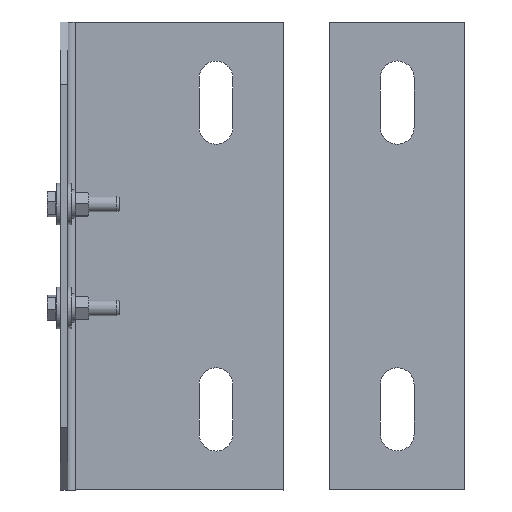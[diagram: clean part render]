
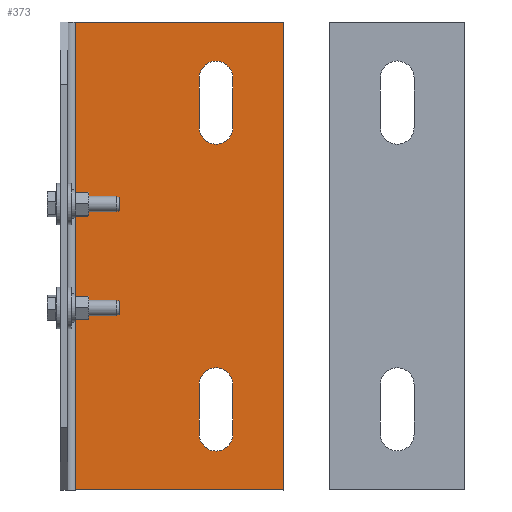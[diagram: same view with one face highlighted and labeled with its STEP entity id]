
A CAD part, front view. The second image highlights one B-rep face of the part: STEP entity #373.
In plain terms, the highlighted face is planar.
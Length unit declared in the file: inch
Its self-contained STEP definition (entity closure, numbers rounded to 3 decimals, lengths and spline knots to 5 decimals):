
#143=CARTESIAN_POINT('',(-5.625,1.99922,0.0));
#144=VERTEX_POINT('',#143);
#177=CARTESIAN_POINT('',(5.625,1.99922,0.0));
#178=VERTEX_POINT('',#177);
#231=CARTESIAN_POINT('',(-5.625,1.99922,0.0));
#232=DIRECTION('',(1.0,0.0,0.0));
#233=VECTOR('',#232,11.25);
#234=LINE('',#231,#233);
#235=EDGE_CURVE('',#144,#178,#234,.T.);
#261=CARTESIAN_POINT('',(5.625,7.,0.0));
#262=VERTEX_POINT('',#261);
#269=CARTESIAN_POINT('',(5.625,7.,0.0));
#270=DIRECTION('',(0.0,-1.0,0.0));
#271=VECTOR('',#270,5.00078);
#272=LINE('',#269,#271);
#273=EDGE_CURVE('',#262,#178,#272,.T.);
#278=CARTESIAN_POINT('',(0.,3.70386,0.0));
#279=DIRECTION('',(0.0,0.0,1.0));
#280=DIRECTION('',(1.0,0.0,0.0));
#281=AXIS2_PLACEMENT_3D('',#278,#279,#280);
#282=PLANE('',#281);
#283=ORIENTED_EDGE('',*,*,#235,.T.);
#284=ORIENTED_EDGE('',*,*,#273,.F.);
#285=CARTESIAN_POINT('',(-5.625,7.,0.0));
#286=VERTEX_POINT('',#285);
#287=CARTESIAN_POINT('',(-5.625,7.,0.0));
#288=DIRECTION('',(1.0,0.0,0.0));
#289=VECTOR('',#288,11.25);
#290=LINE('',#287,#289);
#291=EDGE_CURVE('',#286,#262,#290,.T.);
#292=ORIENTED_EDGE('',*,*,#291,.F.);
#293=CARTESIAN_POINT('',(-5.625,1.99922,0.0));
#294=DIRECTION('',(0.0,1.0,0.0));
#295=VECTOR('',#294,5.00078);
#296=LINE('',#293,#295);
#297=EDGE_CURVE('',#144,#286,#296,.T.);
#298=ORIENTED_EDGE('',*,*,#297,.F.);
#299=EDGE_LOOP('',(#283,#284,#292,#298));
#300=FACE_OUTER_BOUND('',#299,.T.);
#301=CARTESIAN_POINT('',(3.09425,4.96875,0.0));
#302=VERTEX_POINT('',#301);
#303=CARTESIAN_POINT('',(3.09425,5.78125,0.0));
#304=VERTEX_POINT('',#303);
#305=CARTESIAN_POINT('',(3.09425,5.375,0.0));
#306=DIRECTION('',(0.0,0.0,-1.0));
#307=DIRECTION('',(0.0,-1.0,0.0));
#308=AXIS2_PLACEMENT_3D('',#305,#306,#307);
#309=CIRCLE('',#308,0.40625);
#310=EDGE_CURVE('',#302,#304,#309,.T.);
#311=ORIENTED_EDGE('',*,*,#310,.T.);
#312=CARTESIAN_POINT('',(4.28175,5.78125,0.0));
#313=VERTEX_POINT('',#312);
#314=CARTESIAN_POINT('',(3.09425,5.78125,0.0));
#315=DIRECTION('',(1.0,0.0,0.0));
#316=VECTOR('',#315,1.1875);
#317=LINE('',#314,#316);
#318=EDGE_CURVE('',#304,#313,#317,.T.);
#319=ORIENTED_EDGE('',*,*,#318,.T.);
#320=CARTESIAN_POINT('',(4.28175,4.96875,0.0));
#321=VERTEX_POINT('',#320);
#322=CARTESIAN_POINT('',(4.28175,5.375,0.0));
#323=DIRECTION('',(0.0,0.0,-1.0));
#324=DIRECTION('',(0.0,1.0,0.0));
#325=AXIS2_PLACEMENT_3D('',#322,#323,#324);
#326=CIRCLE('',#325,0.40625);
#327=EDGE_CURVE('',#313,#321,#326,.T.);
#328=ORIENTED_EDGE('',*,*,#327,.T.);
#329=CARTESIAN_POINT('',(4.28175,4.96875,0.0));
#330=DIRECTION('',(-1.0,0.0,0.0));
#331=VECTOR('',#330,1.1875);
#332=LINE('',#329,#331);
#333=EDGE_CURVE('',#321,#302,#332,.T.);
#334=ORIENTED_EDGE('',*,*,#333,.T.);
#335=EDGE_LOOP('',(#311,#319,#328,#334));
#336=FACE_BOUND('',#335,.T.);
#337=CARTESIAN_POINT('',(-4.28075,4.96875,0.0));
#338=VERTEX_POINT('',#337);
#339=CARTESIAN_POINT('',(-4.28075,5.78125,0.0));
#340=VERTEX_POINT('',#339);
#341=CARTESIAN_POINT('',(-4.28075,5.375,0.0));
#342=DIRECTION('',(0.0,0.0,-1.0));
#343=DIRECTION('',(0.0,-1.0,0.0));
#344=AXIS2_PLACEMENT_3D('',#341,#342,#343);
#345=CIRCLE('',#344,0.40625);
#346=EDGE_CURVE('',#338,#340,#345,.T.);
#347=ORIENTED_EDGE('',*,*,#346,.T.);
#348=CARTESIAN_POINT('',(-3.09325,5.78125,0.0));
#349=VERTEX_POINT('',#348);
#350=CARTESIAN_POINT('',(-4.28075,5.78125,0.0));
#351=DIRECTION('',(1.0,0.0,0.0));
#352=VECTOR('',#351,1.1875);
#353=LINE('',#350,#352);
#354=EDGE_CURVE('',#340,#349,#353,.T.);
#355=ORIENTED_EDGE('',*,*,#354,.T.);
#356=CARTESIAN_POINT('',(-3.09325,4.96875,0.0));
#357=VERTEX_POINT('',#356);
#358=CARTESIAN_POINT('',(-3.09325,5.375,0.0));
#359=DIRECTION('',(0.0,0.0,-1.0));
#360=DIRECTION('',(0.0,1.0,0.0));
#361=AXIS2_PLACEMENT_3D('',#358,#359,#360);
#362=CIRCLE('',#361,0.40625);
#363=EDGE_CURVE('',#349,#357,#362,.T.);
#364=ORIENTED_EDGE('',*,*,#363,.T.);
#365=CARTESIAN_POINT('',(-3.09325,4.96875,0.0));
#366=DIRECTION('',(-1.0,0.0,0.0));
#367=VECTOR('',#366,1.1875);
#368=LINE('',#365,#367);
#369=EDGE_CURVE('',#357,#338,#368,.T.);
#370=ORIENTED_EDGE('',*,*,#369,.T.);
#371=EDGE_LOOP('',(#347,#355,#364,#370));
#372=FACE_BOUND('',#371,.T.);
#373=ADVANCED_FACE('',(#300,#336,#372),#282,.T.);
